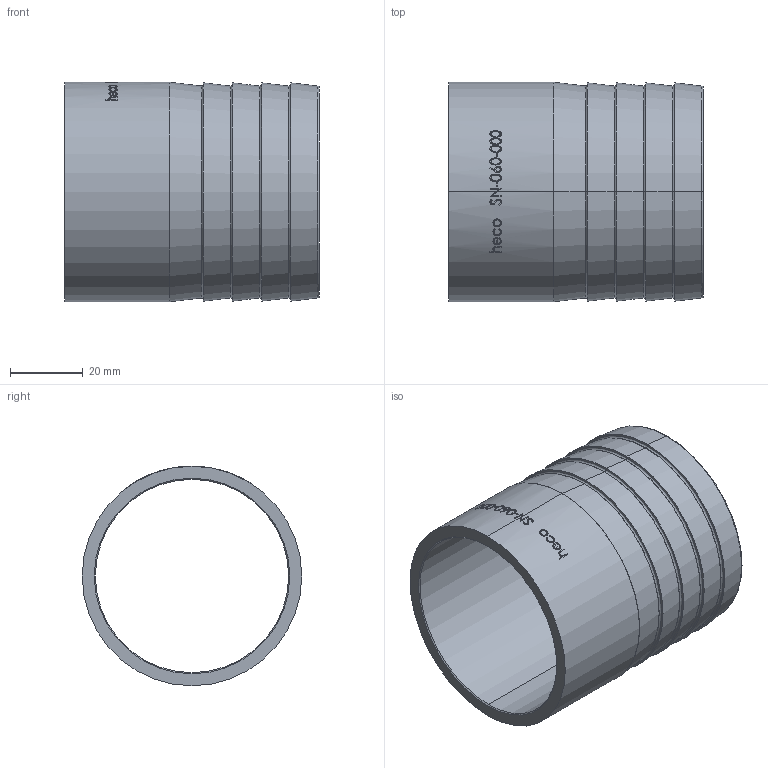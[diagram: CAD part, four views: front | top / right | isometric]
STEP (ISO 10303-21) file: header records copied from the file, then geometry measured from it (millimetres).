
FILE_DESCRIPTION (( 'STEP AP214' ), '1' );
FILE_NAME ('SN-060-000-x Anschweiß-Schlauchnippel.STEP', '2018-05-24T08:18:03', ( '' ), ( '' ), 'SwSTEP 2.0', 'SolidWorks 2016', '' );
FILE_SCHEMA (( 'AUTOMOTIVE_DESIGN' ));
Length unit declared in the file: millimetre
Products named in the file (1): SN-060-000-x Anschweiß-Schlauchnippel
Bounding box: 70 x 60.3 x 60.3 mm (x, y, z)
Volume: 40183.6 mm3; surface area: 26309.7 mm2
Topology: 1 solids, 1 shells, 210 faces, 519 edges, 332 vertices
Faces by surface type: bspline 114, plane 28, cylinder 26, cone 22, torus 20
Entity records: 24681 total; most frequent: CARTESIAN_POINT 18930, ORIENTED_EDGE 1038, EDGE_CURVE 519, DIRECTION 459, B_SPLINE_CURVE_WITH_KNOTS 350, VERTEX_POINT 332, EDGE_LOOP 233, FACE_OUTER_BOUND 210
